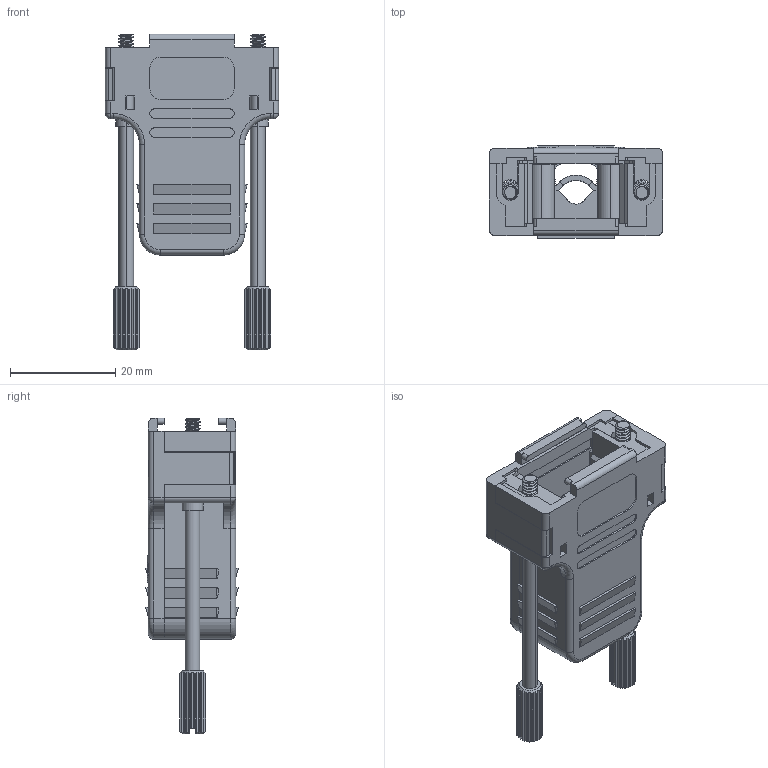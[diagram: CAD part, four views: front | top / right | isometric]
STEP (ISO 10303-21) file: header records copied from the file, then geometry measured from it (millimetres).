
FILE_DESCRIPTION (( 'STEP AP214' ), '1' );
FILE_NAME ('6688-9702-2.STEP', '2023-06-29T12:43:40', ( '' ), ( '' ), 'SwSTEP 2.0', 'SolidWorks 2021', '' );
FILE_SCHEMA (( 'AUTOMOTIVE_DESIGN' ));
Length unit declared in the file: millimetre
Products named in the file (8): 6688-9702-2; 6830-0108-02; 6805-0201-11; 6805-0201-01; 6838-0109-01; 6855-0109-07; 6826-0153-01; 6855-0112-02
Assembly tree (10 placements, depth 2):
  6688-9702-2
    6805-0201-01
    6805-0201-11
    6826-0153-01  x2
    6838-0109-01
    6830-0108-02
    6855-0109-07  x2
    6855-0112-02  x2
Bounding box: 32.9 x 17.6 x 60 mm (x, y, z)
Volume: 8279.5 mm3; surface area: 11974.2 mm2
Topology: 10 solids, 10 shells, 931 faces, 2564 edges, 1680 vertices
Faces by surface type: plane 556, cylinder 293, cone 38, torus 22, bspline 18, sphere 4
Entity records: 29837 total; most frequent: CARTESIAN_POINT 11300, ORIENTED_EDGE 3990, DIRECTION 3576, EDGE_CURVE 1995, LINE 1338, VECTOR 1338, VERTEX_POINT 1305, AXIS2_PLACEMENT_3D 1119
